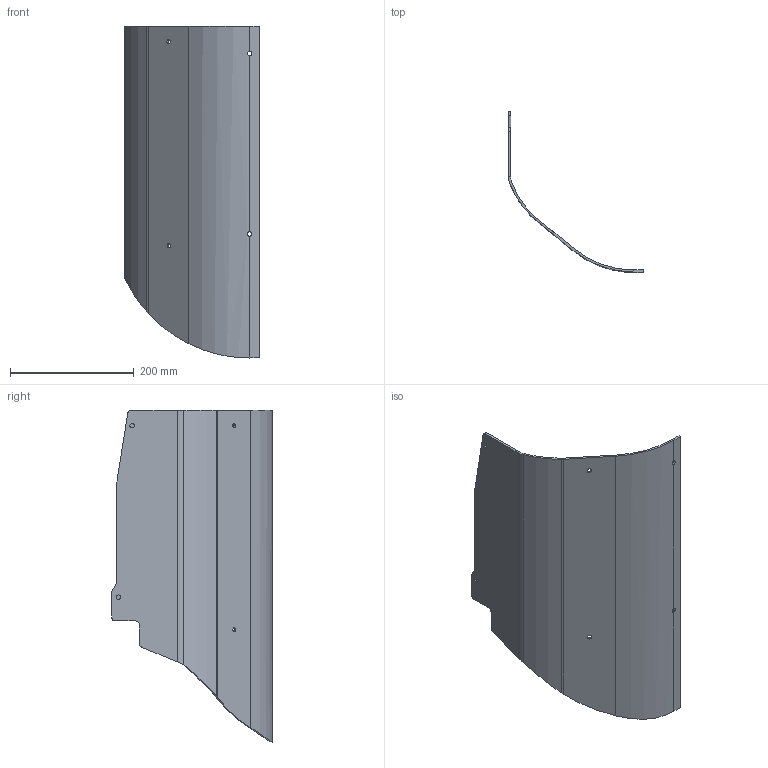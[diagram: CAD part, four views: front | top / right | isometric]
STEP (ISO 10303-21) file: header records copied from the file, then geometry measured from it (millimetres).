
FILE_DESCRIPTION (( 'STEP AP214' ), '1' );
FILE_NAME ('UIP Left Glareshield.STEP', '2021-09-09T18:48:35', ( '' ), ( '' ), 'SwSTEP 2.0', 'SolidWorks 2019', '' );
FILE_SCHEMA (( 'AUTOMOTIVE_DESIGN' ));
Length unit declared in the file: inch
Products named in the file (1): UIP Left Glareshield
Bounding box: 218.07 x 260.41 x 537.21 mm (x, y, z)
Volume: 576964.5 mm3; surface area: 355685.4 mm2
Topology: 1 solids, 1 shells, 56 faces, 144 edges, 88 vertices
Faces by surface type: cylinder 27, plane 24, bspline 5
Entity records: 2060 total; most frequent: CARTESIAN_POINT 679, ORIENTED_EDGE 288, DIRECTION 267, EDGE_CURVE 144, AXIS2_PLACEMENT_3D 94, VERTEX_POINT 88, LINE 79, VECTOR 79
